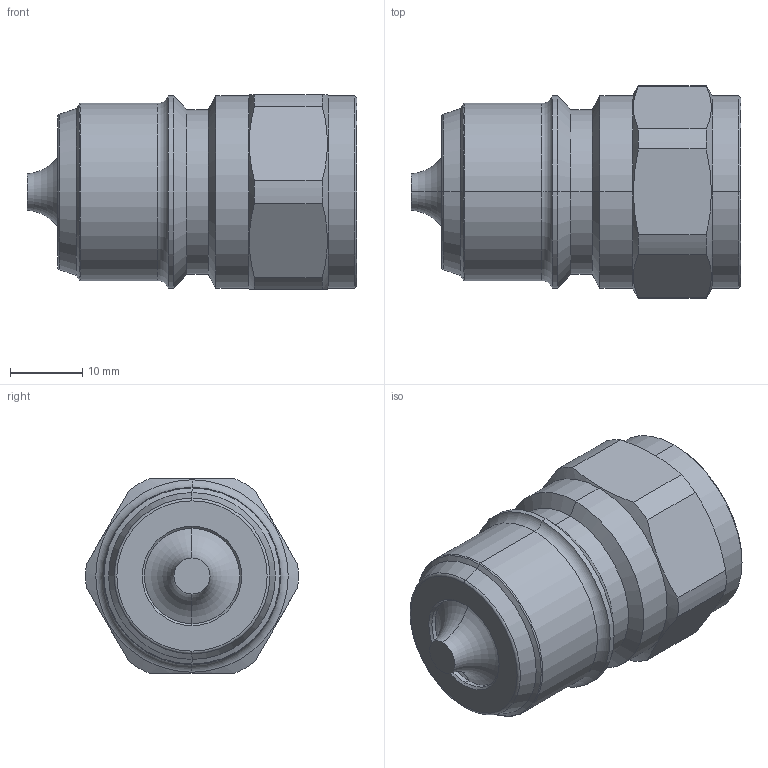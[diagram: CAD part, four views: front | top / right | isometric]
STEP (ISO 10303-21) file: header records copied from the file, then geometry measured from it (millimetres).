
FILE_DESCRIPTION (( 'STEP AP214' ), '1' );
FILE_NAME ('5020.STEP', '2015-09-03T14:18:14', ( 'admin' ), ( 'Microsoft' ), 'SwSTEP 2.0', 'SolidWorks 2009', '' );
FILE_SCHEMA (( 'AUTOMOTIVE_DESIGN' ));
Length unit declared in the file: millimetre
Products named in the file (1): 5020
Bounding box: 45.75 x 29.48 x 27 mm (x, y, z)
Volume: 17088.4 mm3; surface area: 5648.8 mm2
Topology: 1 solids, 1 shells, 56 faces, 124 edges, 72 vertices
Faces by surface type: cylinder 20, cone 18, plane 10, torus 8
Entity records: 1696 total; most frequent: CARTESIAN_POINT 389, DIRECTION 286, ORIENTED_EDGE 248, EDGE_CURVE 124, AXIS2_PLACEMENT_3D 121, VERTEX_POINT 72, CIRCLE 64, EDGE_LOOP 58
